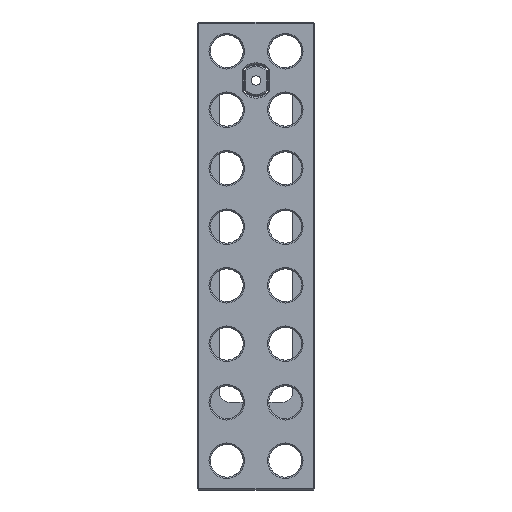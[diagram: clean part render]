
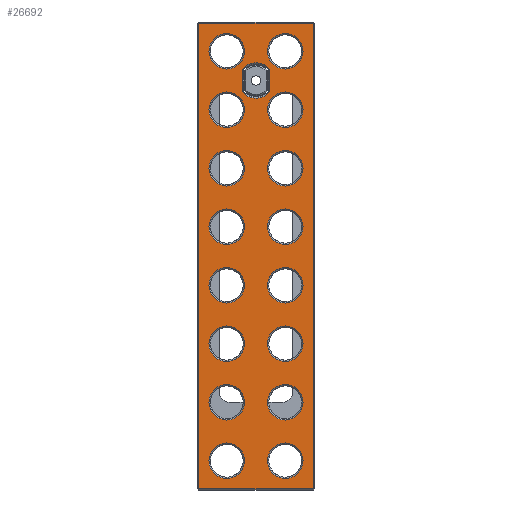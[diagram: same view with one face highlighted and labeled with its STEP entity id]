
A CAD part, left-side view. The second image highlights one B-rep face of the part: STEP entity #26692.
In plain terms, the highlighted planar face has unit normal (-1, 0, 0).
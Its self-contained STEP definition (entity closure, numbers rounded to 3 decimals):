
#9262 = EDGE_CURVE('',#9263,#9263,#9265,.T.);
#9263 = VERTEX_POINT('',#9264);
#9264 = CARTESIAN_POINT('',(-37.5,10.05,93.75));
#9265 = CIRCLE('',#9266,3.8);
#9266 = AXIS2_PLACEMENT_3D('',#9267,#9268,#9269);
#9267 = CARTESIAN_POINT('',(-37.5,6.25,93.75));
#9268 = DIRECTION('',(1.,-0.,0.));
#9269 = DIRECTION('',(0.,1.,0.));
#9350 = VERTEX_POINT('',#9351);
#9351 = CARTESIAN_POINT('',(-37.5,12.2,0.3));
#9359 = VERTEX_POINT('',#9360);
#9360 = CARTESIAN_POINT('',(-37.5,12.2,99.7));
#9366 = EDGE_CURVE('',#9350,#9359,#9367,.T.);
#9367 = LINE('',#9368,#9369);
#9368 = CARTESIAN_POINT('',(-37.5,12.2,0.));
#9369 = VECTOR('',#9370,1.);
#9370 = DIRECTION('',(0.,0.,1.));
#26499 = VERTEX_POINT('',#26500);
#26500 = CARTESIAN_POINT('',(-37.5,10.05,81.25));
#26506 = EDGE_CURVE('',#26499,#26499,#26507,.T.);
#26507 = CIRCLE('',#26508,3.8);
#26508 = AXIS2_PLACEMENT_3D('',#26509,#26510,#26511);
#26509 = CARTESIAN_POINT('',(-37.5,6.25,81.25));
#26510 = DIRECTION('',(1.,-0.,0.));
#26511 = DIRECTION('',(0.,1.,0.));
#26692 = ADVANCED_FACE('',(#26693,#26718,#26721,#26724,#26735,#26746,
    #26782,#26793,#26804,#26815,#26826,#26837,#26848,#26859,#26870,
    #26881,#26892,#26903),#26914,.T.);
#26693 = FACE_BOUND('',#26694,.T.);
#26694 = EDGE_LOOP('',(#26695,#26703,#26711,#26717));
#26695 = ORIENTED_EDGE('',*,*,#26696,.T.);
#26696 = EDGE_CURVE('',#9350,#26697,#26699,.T.);
#26697 = VERTEX_POINT('',#26698);
#26698 = CARTESIAN_POINT('',(-37.5,-12.2,0.3));
#26699 = LINE('',#26700,#26701);
#26700 = CARTESIAN_POINT('',(-37.5,12.5,0.3));
#26701 = VECTOR('',#26702,1.);
#26702 = DIRECTION('',(0.,-1.,0.));
#26703 = ORIENTED_EDGE('',*,*,#26704,.T.);
#26704 = EDGE_CURVE('',#26697,#26705,#26707,.T.);
#26705 = VERTEX_POINT('',#26706);
#26706 = CARTESIAN_POINT('',(-37.5,-12.2,99.7));
#26707 = LINE('',#26708,#26709);
#26708 = CARTESIAN_POINT('',(-37.5,-12.2,0.));
#26709 = VECTOR('',#26710,1.);
#26710 = DIRECTION('',(0.,0.,1.));
#26711 = ORIENTED_EDGE('',*,*,#26712,.T.);
#26712 = EDGE_CURVE('',#26705,#9359,#26713,.T.);
#26713 = LINE('',#26714,#26715);
#26714 = CARTESIAN_POINT('',(-37.5,-12.5,99.7));
#26715 = VECTOR('',#26716,1.);
#26716 = DIRECTION('',(0.,1.,0.));
#26717 = ORIENTED_EDGE('',*,*,#9366,.F.);
#26718 = FACE_BOUND('',#26719,.T.);
#26719 = EDGE_LOOP('',(#26720));
#26720 = ORIENTED_EDGE('',*,*,#9262,.T.);
#26721 = FACE_BOUND('',#26722,.T.);
#26722 = EDGE_LOOP('',(#26723));
#26723 = ORIENTED_EDGE('',*,*,#26506,.T.);
#26724 = FACE_BOUND('',#26725,.T.);
#26725 = EDGE_LOOP('',(#26726));
#26726 = ORIENTED_EDGE('',*,*,#26727,.T.);
#26727 = EDGE_CURVE('',#26728,#26728,#26730,.T.);
#26728 = VERTEX_POINT('',#26729);
#26729 = CARTESIAN_POINT('',(-37.5,10.05,68.75));
#26730 = CIRCLE('',#26731,3.8);
#26731 = AXIS2_PLACEMENT_3D('',#26732,#26733,#26734);
#26732 = CARTESIAN_POINT('',(-37.5,6.25,68.75));
#26733 = DIRECTION('',(1.,-0.,0.));
#26734 = DIRECTION('',(0.,1.,0.));
#26735 = FACE_BOUND('',#26736,.T.);
#26736 = EDGE_LOOP('',(#26737));
#26737 = ORIENTED_EDGE('',*,*,#26738,.T.);
#26738 = EDGE_CURVE('',#26739,#26739,#26741,.T.);
#26739 = VERTEX_POINT('',#26740);
#26740 = CARTESIAN_POINT('',(-37.5,10.05,56.25));
#26741 = CIRCLE('',#26742,3.8);
#26742 = AXIS2_PLACEMENT_3D('',#26743,#26744,#26745);
#26743 = CARTESIAN_POINT('',(-37.5,6.25,56.25));
#26744 = DIRECTION('',(1.,-0.,0.));
#26745 = DIRECTION('',(0.,1.,0.));
#26746 = FACE_BOUND('',#26747,.T.);
#26747 = EDGE_LOOP('',(#26748,#26758,#26767,#26775));
#26748 = ORIENTED_EDGE('',*,*,#26749,.F.);
#26749 = EDGE_CURVE('',#26750,#26752,#26754,.T.);
#26750 = VERTEX_POINT('',#26751);
#26751 = CARTESIAN_POINT('',(-37.5,-2.95,85.105));
#26752 = VERTEX_POINT('',#26753);
#26753 = CARTESIAN_POINT('',(-37.5,-2.95,89.895));
#26754 = LINE('',#26755,#26756);
#26755 = CARTESIAN_POINT('',(-37.5,-2.95,85.214));
#26756 = VECTOR('',#26757,1.);
#26757 = DIRECTION('',(0.,0.,1.));
#26758 = ORIENTED_EDGE('',*,*,#26759,.T.);
#26759 = EDGE_CURVE('',#26750,#26760,#26762,.T.);
#26760 = VERTEX_POINT('',#26761);
#26761 = CARTESIAN_POINT('',(-37.5,2.95,85.105));
#26762 = CIRCLE('',#26763,3.8);
#26763 = AXIS2_PLACEMENT_3D('',#26764,#26765,#26766);
#26764 = CARTESIAN_POINT('',(-37.5,0.,87.5));
#26765 = DIRECTION('',(1.,0.,0.));
#26766 = DIRECTION('',(0.,-0.757,-0.653));
#26767 = ORIENTED_EDGE('',*,*,#26768,.F.);
#26768 = EDGE_CURVE('',#26769,#26760,#26771,.T.);
#26769 = VERTEX_POINT('',#26770);
#26770 = CARTESIAN_POINT('',(-37.5,2.95,89.895));
#26771 = LINE('',#26772,#26773);
#26772 = CARTESIAN_POINT('',(-37.5,2.95,89.786));
#26773 = VECTOR('',#26774,1.);
#26774 = DIRECTION('',(0.,0.,-1.));
#26775 = ORIENTED_EDGE('',*,*,#26776,.T.);
#26776 = EDGE_CURVE('',#26769,#26752,#26777,.T.);
#26777 = CIRCLE('',#26778,3.8);
#26778 = AXIS2_PLACEMENT_3D('',#26779,#26780,#26781);
#26779 = CARTESIAN_POINT('',(-37.5,0.,87.5));
#26780 = DIRECTION('',(1.,0.,-0.));
#26781 = DIRECTION('',(0.,0.757,0.653));
#26782 = FACE_BOUND('',#26783,.T.);
#26783 = EDGE_LOOP('',(#26784));
#26784 = ORIENTED_EDGE('',*,*,#26785,.T.);
#26785 = EDGE_CURVE('',#26786,#26786,#26788,.T.);
#26786 = VERTEX_POINT('',#26787);
#26787 = CARTESIAN_POINT('',(-37.5,10.05,43.75));
#26788 = CIRCLE('',#26789,3.8);
#26789 = AXIS2_PLACEMENT_3D('',#26790,#26791,#26792);
#26790 = CARTESIAN_POINT('',(-37.5,6.25,43.75));
#26791 = DIRECTION('',(1.,-0.,0.));
#26792 = DIRECTION('',(0.,1.,0.));
#26793 = FACE_BOUND('',#26794,.T.);
#26794 = EDGE_LOOP('',(#26795));
#26795 = ORIENTED_EDGE('',*,*,#26796,.T.);
#26796 = EDGE_CURVE('',#26797,#26797,#26799,.T.);
#26797 = VERTEX_POINT('',#26798);
#26798 = CARTESIAN_POINT('',(-37.5,10.05,31.25));
#26799 = CIRCLE('',#26800,3.8);
#26800 = AXIS2_PLACEMENT_3D('',#26801,#26802,#26803);
#26801 = CARTESIAN_POINT('',(-37.5,6.25,31.25));
#26802 = DIRECTION('',(1.,-0.,0.));
#26803 = DIRECTION('',(0.,1.,0.));
#26804 = FACE_BOUND('',#26805,.T.);
#26805 = EDGE_LOOP('',(#26806));
#26806 = ORIENTED_EDGE('',*,*,#26807,.T.);
#26807 = EDGE_CURVE('',#26808,#26808,#26810,.T.);
#26808 = VERTEX_POINT('',#26809);
#26809 = CARTESIAN_POINT('',(-37.5,10.05,18.75));
#26810 = CIRCLE('',#26811,3.8);
#26811 = AXIS2_PLACEMENT_3D('',#26812,#26813,#26814);
#26812 = CARTESIAN_POINT('',(-37.5,6.25,18.75));
#26813 = DIRECTION('',(1.,-0.,0.));
#26814 = DIRECTION('',(0.,1.,0.));
#26815 = FACE_BOUND('',#26816,.T.);
#26816 = EDGE_LOOP('',(#26817));
#26817 = ORIENTED_EDGE('',*,*,#26818,.T.);
#26818 = EDGE_CURVE('',#26819,#26819,#26821,.T.);
#26819 = VERTEX_POINT('',#26820);
#26820 = CARTESIAN_POINT('',(-37.5,10.05,6.25));
#26821 = CIRCLE('',#26822,3.8);
#26822 = AXIS2_PLACEMENT_3D('',#26823,#26824,#26825);
#26823 = CARTESIAN_POINT('',(-37.5,6.25,6.25));
#26824 = DIRECTION('',(1.,-0.,0.));
#26825 = DIRECTION('',(0.,1.,0.));
#26826 = FACE_BOUND('',#26827,.T.);
#26827 = EDGE_LOOP('',(#26828));
#26828 = ORIENTED_EDGE('',*,*,#26829,.T.);
#26829 = EDGE_CURVE('',#26830,#26830,#26832,.T.);
#26830 = VERTEX_POINT('',#26831);
#26831 = CARTESIAN_POINT('',(-37.5,-2.45,93.75));
#26832 = CIRCLE('',#26833,3.8);
#26833 = AXIS2_PLACEMENT_3D('',#26834,#26835,#26836);
#26834 = CARTESIAN_POINT('',(-37.5,-6.25,93.75));
#26835 = DIRECTION('',(1.,-0.,0.));
#26836 = DIRECTION('',(0.,1.,0.));
#26837 = FACE_BOUND('',#26838,.T.);
#26838 = EDGE_LOOP('',(#26839));
#26839 = ORIENTED_EDGE('',*,*,#26840,.T.);
#26840 = EDGE_CURVE('',#26841,#26841,#26843,.T.);
#26841 = VERTEX_POINT('',#26842);
#26842 = CARTESIAN_POINT('',(-37.5,-2.45,81.25));
#26843 = CIRCLE('',#26844,3.8);
#26844 = AXIS2_PLACEMENT_3D('',#26845,#26846,#26847);
#26845 = CARTESIAN_POINT('',(-37.5,-6.25,81.25));
#26846 = DIRECTION('',(1.,0.,0.));
#26847 = DIRECTION('',(-0.,1.,0.));
#26848 = FACE_BOUND('',#26849,.T.);
#26849 = EDGE_LOOP('',(#26850));
#26850 = ORIENTED_EDGE('',*,*,#26851,.T.);
#26851 = EDGE_CURVE('',#26852,#26852,#26854,.T.);
#26852 = VERTEX_POINT('',#26853);
#26853 = CARTESIAN_POINT('',(-37.5,-2.45,68.75));
#26854 = CIRCLE('',#26855,3.8);
#26855 = AXIS2_PLACEMENT_3D('',#26856,#26857,#26858);
#26856 = CARTESIAN_POINT('',(-37.5,-6.25,68.75));
#26857 = DIRECTION('',(1.,0.,0.));
#26858 = DIRECTION('',(-0.,1.,0.));
#26859 = FACE_BOUND('',#26860,.T.);
#26860 = EDGE_LOOP('',(#26861));
#26861 = ORIENTED_EDGE('',*,*,#26862,.T.);
#26862 = EDGE_CURVE('',#26863,#26863,#26865,.T.);
#26863 = VERTEX_POINT('',#26864);
#26864 = CARTESIAN_POINT('',(-37.5,-2.45,56.25));
#26865 = CIRCLE('',#26866,3.8);
#26866 = AXIS2_PLACEMENT_3D('',#26867,#26868,#26869);
#26867 = CARTESIAN_POINT('',(-37.5,-6.25,56.25));
#26868 = DIRECTION('',(1.,0.,0.));
#26869 = DIRECTION('',(-0.,1.,0.));
#26870 = FACE_BOUND('',#26871,.T.);
#26871 = EDGE_LOOP('',(#26872));
#26872 = ORIENTED_EDGE('',*,*,#26873,.T.);
#26873 = EDGE_CURVE('',#26874,#26874,#26876,.T.);
#26874 = VERTEX_POINT('',#26875);
#26875 = CARTESIAN_POINT('',(-37.5,-2.45,43.75));
#26876 = CIRCLE('',#26877,3.8);
#26877 = AXIS2_PLACEMENT_3D('',#26878,#26879,#26880);
#26878 = CARTESIAN_POINT('',(-37.5,-6.25,43.75));
#26879 = DIRECTION('',(1.,0.,0.));
#26880 = DIRECTION('',(-0.,1.,0.));
#26881 = FACE_BOUND('',#26882,.T.);
#26882 = EDGE_LOOP('',(#26883));
#26883 = ORIENTED_EDGE('',*,*,#26884,.T.);
#26884 = EDGE_CURVE('',#26885,#26885,#26887,.T.);
#26885 = VERTEX_POINT('',#26886);
#26886 = CARTESIAN_POINT('',(-37.5,-2.45,31.25));
#26887 = CIRCLE('',#26888,3.8);
#26888 = AXIS2_PLACEMENT_3D('',#26889,#26890,#26891);
#26889 = CARTESIAN_POINT('',(-37.5,-6.25,31.25));
#26890 = DIRECTION('',(1.,0.,0.));
#26891 = DIRECTION('',(-0.,1.,0.));
#26892 = FACE_BOUND('',#26893,.T.);
#26893 = EDGE_LOOP('',(#26894));
#26894 = ORIENTED_EDGE('',*,*,#26895,.T.);
#26895 = EDGE_CURVE('',#26896,#26896,#26898,.T.);
#26896 = VERTEX_POINT('',#26897);
#26897 = CARTESIAN_POINT('',(-37.5,-2.45,18.75));
#26898 = CIRCLE('',#26899,3.8);
#26899 = AXIS2_PLACEMENT_3D('',#26900,#26901,#26902);
#26900 = CARTESIAN_POINT('',(-37.5,-6.25,18.75));
#26901 = DIRECTION('',(1.,0.,0.));
#26902 = DIRECTION('',(-0.,1.,0.));
#26903 = FACE_BOUND('',#26904,.T.);
#26904 = EDGE_LOOP('',(#26905));
#26905 = ORIENTED_EDGE('',*,*,#26906,.T.);
#26906 = EDGE_CURVE('',#26907,#26907,#26909,.T.);
#26907 = VERTEX_POINT('',#26908);
#26908 = CARTESIAN_POINT('',(-37.5,-2.45,6.25));
#26909 = CIRCLE('',#26910,3.8);
#26910 = AXIS2_PLACEMENT_3D('',#26911,#26912,#26913);
#26911 = CARTESIAN_POINT('',(-37.5,-6.25,6.25));
#26912 = DIRECTION('',(1.,-0.,0.));
#26913 = DIRECTION('',(0.,1.,0.));
#26914 = PLANE('',#26915);
#26915 = AXIS2_PLACEMENT_3D('',#26916,#26917,#26918);
#26916 = CARTESIAN_POINT('',(-37.5,0.,50.));
#26917 = DIRECTION('',(-1.,-0.,-0.));
#26918 = DIRECTION('',(0.,0.,-1.));
